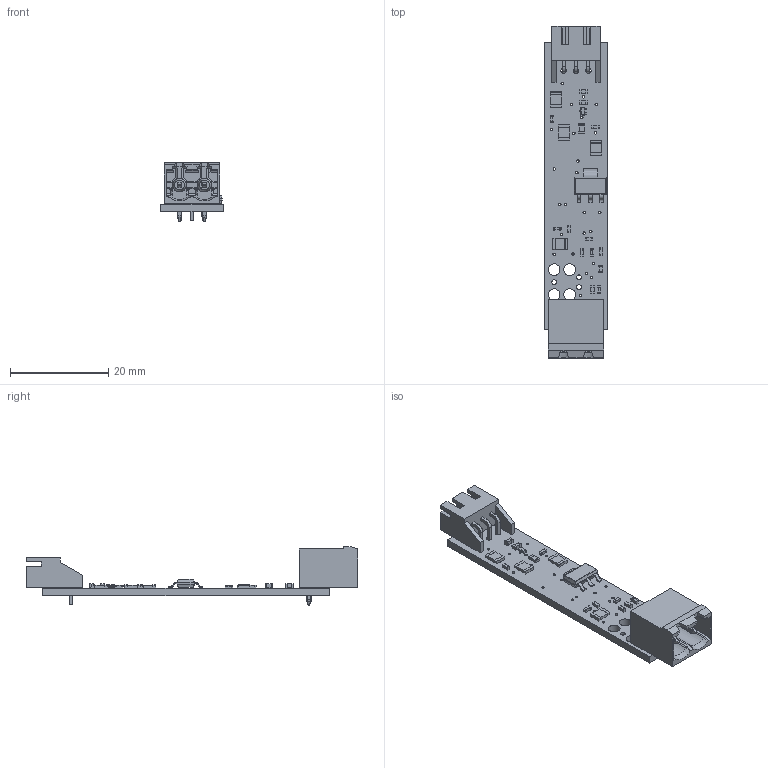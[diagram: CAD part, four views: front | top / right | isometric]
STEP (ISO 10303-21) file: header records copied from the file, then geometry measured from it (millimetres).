
FILE_DESCRIPTION(('for Geomagic Design'),'2;1');
FILE_NAME('Rev1a.step','2019-04-16T13:59:58',( 'IceCreamMachine'),(''),'Open CASCADE STEP processor 6.6','DipTrace' ,'Unknown');
FILE_SCHEMA(('AUTOMOTIVE_DESIGN { 1 0 10303 214 1 1 1 1 }'));
Length unit declared in the file: millimetre
Products named in the file (19): PCB_Rev1a; Board_Rev1a; cap_0603; res_1210; EDSTLZ950-2; sot416; SHELL; res_0603; res_0805; S3B-XH-A; sot223-4
Assembly tree (32 placements, depth 3):
  PCB_Rev1a
    Board_Rev1a
    cap_0603  x4
    res_1210  x4
    EDSTLZ950-2
    sot416
      SHELL
      SHELL
      SHELL
      SHELL
    res_0603  x9
    res_0805
    S3B-XH-A
    sot223-4
      SHELL
      SHELL
      SHELL
      SHELL
      SHELL
Bounding box: 12.7 x 67.73 x 11.97 mm (x, y, z)
Volume: 1951 mm3; surface area: 3851 mm2
Topology: 21 solids, 30 shells, 1245 faces, 3145 edges, 1972 vertices
Faces by surface type: plane 947, cylinder 170, bspline 116, cone 8, torus 4
Full cylindrical faces by diameter (mm): 0.486 x26, 0.95 x3, 1.1 x3, 1.5 x2, 2.375 x4, 2.8 x2
Entity records: 36321 total; most frequent: CARTESIAN_POINT 17612, ORIENTED_EDGE 3410, DIRECTION 2893, EDGE_CURVE 1705, LINE 1077, VECTOR 1077, VERTEX_POINT 1076, AXIS2_PLACEMENT_3D 908
